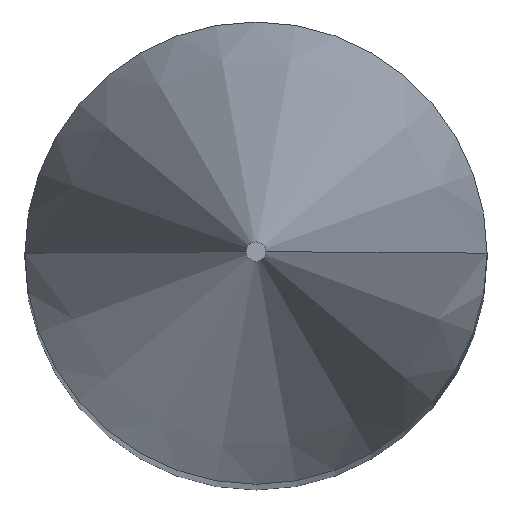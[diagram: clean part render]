
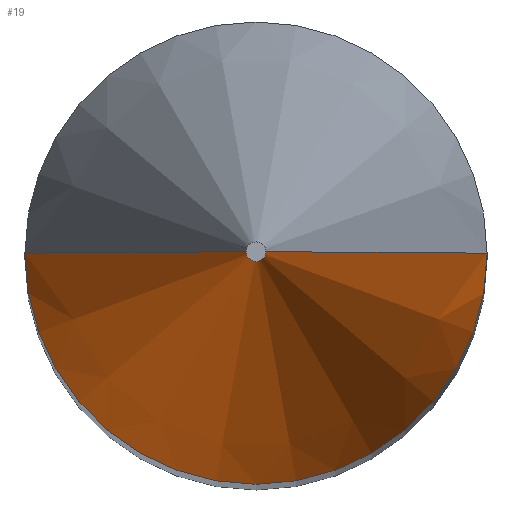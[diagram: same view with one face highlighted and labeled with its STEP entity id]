
A CAD part, top view. The second image highlights one B-rep face of the part: STEP entity #19.
In plain terms, the highlighted conical face has half-angle 15 degrees and reference radius 0.102 mm.
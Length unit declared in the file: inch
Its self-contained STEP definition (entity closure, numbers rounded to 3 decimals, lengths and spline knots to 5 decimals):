
#3 = CARTESIAN_POINT ( 'NONE',  ( 0.09375, 0., 1.66505 ) ) ;
#13 = VERTEX_POINT ( 'NONE', #103 ) ;
#14 = CARTESIAN_POINT ( 'NONE',  ( 0., 0., 2. ) ) ;
#17 = AXIS2_PLACEMENT_3D ( 'NONE', #14, #88, #90 ) ;
#18 = DIRECTION ( 'NONE',  ( -1., 0., 0. ) ) ;
#19 = ADVANCED_FACE ( 'NONE', ( #186 ), #55, .T. ) ;
#23 = ORIENTED_EDGE ( 'NONE', *, *, #131, .T. ) ;
#24 = CARTESIAN_POINT ( 'NONE',  ( -0.004, 0., 2. ) ) ;
#37 = CARTESIAN_POINT ( 'NONE',  ( 0.004, 0., 2. ) ) ;
#42 = CIRCLE ( 'NONE', #17, 0.004 ) ;
#52 = EDGE_CURVE ( 'NONE', #201, #218, #42, .T. ) ;
#53 = DIRECTION ( 'NONE',  ( -0.259, 0., -0.966 ) ) ;
#55 = CONICAL_SURFACE ( 'NONE', #185, 0.004, 0.262 ) ;
#57 = CARTESIAN_POINT ( 'NONE',  ( 0., 0., 1.66505 ) ) ;
#62 = EDGE_CURVE ( 'NONE', #201, #220, #189, .T. ) ;
#67 = DIRECTION ( 'NONE',  ( 0., 0., -1. ) ) ;
#78 = VECTOR ( 'NONE', #239, 39.37008 ) ;
#88 = DIRECTION ( 'NONE',  ( 0., 0., -1. ) ) ;
#90 = DIRECTION ( 'NONE',  ( -1., 0., 0. ) ) ;
#103 = CARTESIAN_POINT ( 'NONE',  ( -0.09375, 0., 1.66505 ) ) ;
#104 = ORIENTED_EDGE ( 'NONE', *, *, #52, .T. ) ;
#123 = ORIENTED_EDGE ( 'NONE', *, *, #62, .F. ) ;
#131 = EDGE_CURVE ( 'NONE', #218, #13, #193, .T. ) ;
#139 = ORIENTED_EDGE ( 'NONE', *, *, #206, .F. ) ;
#170 = CIRCLE ( 'NONE', #219, 0.09375 ) ;
#171 = CARTESIAN_POINT ( 'NONE',  ( 0.004, 0., 2. ) ) ;
#178 = VECTOR ( 'NONE', #53, 39.37008 ) ;
#185 = AXIS2_PLACEMENT_3D ( 'NONE', #240, #67, #205 ) ;
#186 = FACE_OUTER_BOUND ( 'NONE', #225, .T. ) ;
#189 = LINE ( 'NONE', #171, #78 ) ;
#193 = LINE ( 'NONE', #229, #178 ) ;
#201 = VERTEX_POINT ( 'NONE', #37 ) ;
#205 = DIRECTION ( 'NONE',  ( 1., 0., 0. ) ) ;
#206 = EDGE_CURVE ( 'NONE', #220, #13, #170, .T. ) ;
#207 = DIRECTION ( 'NONE',  ( 0., 0., -1. ) ) ;
#218 = VERTEX_POINT ( 'NONE', #24 ) ;
#219 = AXIS2_PLACEMENT_3D ( 'NONE', #57, #207, #18 ) ;
#220 = VERTEX_POINT ( 'NONE', #3 ) ;
#225 = EDGE_LOOP ( 'NONE', ( #104, #23, #139, #123 ) ) ;
#229 = CARTESIAN_POINT ( 'NONE',  ( -0.004, 0., 2. ) ) ;
#239 = DIRECTION ( 'NONE',  ( 0.259, 0., -0.966 ) ) ;
#240 = CARTESIAN_POINT ( 'NONE',  ( 0., 0., 2. ) ) ;
